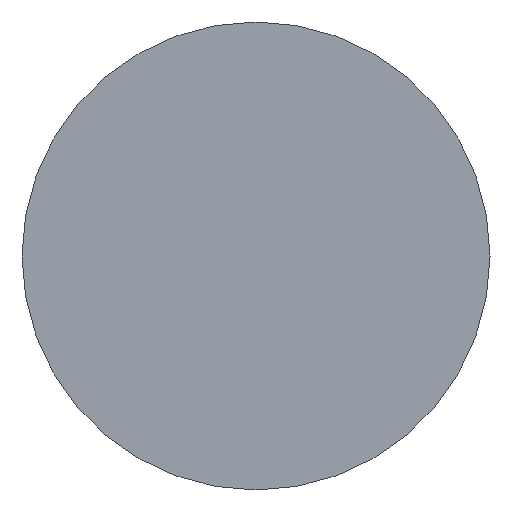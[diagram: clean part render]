
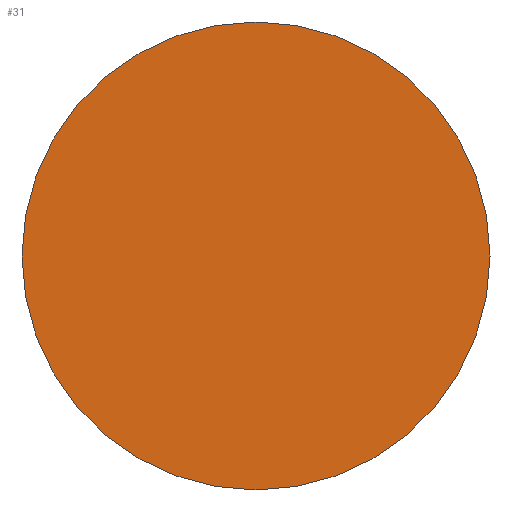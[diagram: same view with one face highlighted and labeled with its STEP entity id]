
A CAD part, left-side view. The second image highlights one B-rep face of the part: STEP entity #31.
In plain terms, the highlighted planar face has unit normal (-1, 0, 0).
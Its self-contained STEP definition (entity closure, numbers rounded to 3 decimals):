
#1 = EDGE_LOOP ( 'NONE', ( #134, #100 ) ) ;
#3 = AXIS2_PLACEMENT_3D ( 'NONE', #5, #22, #19 ) ;
#5 = CARTESIAN_POINT ( 'NONE',  ( 596.07, 72.145, 0. ) ) ;
#6 = EDGE_CURVE ( 'NONE', #9, #56, #87, .T. ) ;
#9 = VERTEX_POINT ( 'NONE', #127 ) ;
#16 = DIRECTION ( 'NONE',  ( -1., 0., 0. ) ) ;
#19 = DIRECTION ( 'NONE',  ( 0., 0., -1. ) ) ;
#20 = EDGE_CURVE ( 'NONE', #56, #9, #32, .T. ) ;
#21 = CARTESIAN_POINT ( 'NONE',  ( 596.07, 72.145, 0. ) ) ;
#22 = DIRECTION ( 'NONE',  ( 1., 0., 0. ) ) ;
#28 = FACE_OUTER_BOUND ( 'NONE', #1, .T. ) ;
#31 = ADVANCED_FACE ( 'NONE', ( #28 ), #61, .F. ) ;
#32 = CIRCLE ( 'NONE', #55, 2.5 ) ;
#38 = DIRECTION ( 'NONE',  ( 0., 0., 1. ) ) ;
#48 = DIRECTION ( 'NONE',  ( -1., 0., 0. ) ) ;
#55 = AXIS2_PLACEMENT_3D ( 'NONE', #161, #48, #110 ) ;
#56 = VERTEX_POINT ( 'NONE', #135 ) ;
#61 = PLANE ( 'NONE',  #3 ) ;
#87 = CIRCLE ( 'NONE', #158, 2.5 ) ;
#100 = ORIENTED_EDGE ( 'NONE', *, *, #20, .T. ) ;
#110 = DIRECTION ( 'NONE',  ( 0., 0., 1. ) ) ;
#127 = CARTESIAN_POINT ( 'NONE',  ( 596.07, 72.145, 2.5 ) ) ;
#134 = ORIENTED_EDGE ( 'NONE', *, *, #6, .T. ) ;
#135 = CARTESIAN_POINT ( 'NONE',  ( 596.07, 72.145, -2.5 ) ) ;
#158 = AXIS2_PLACEMENT_3D ( 'NONE', #21, #16, #38 ) ;
#161 = CARTESIAN_POINT ( 'NONE',  ( 596.07, 72.145, 0. ) ) ;
